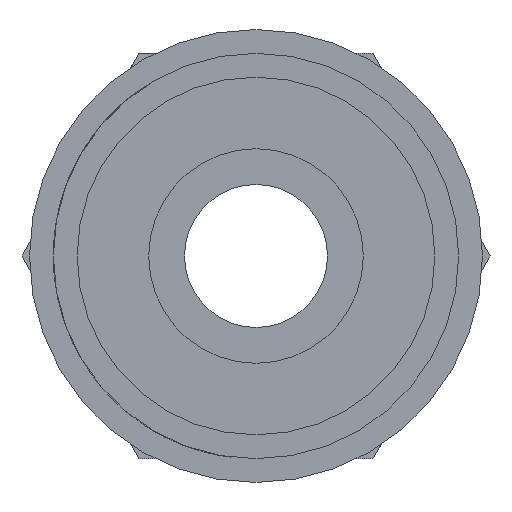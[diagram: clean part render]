
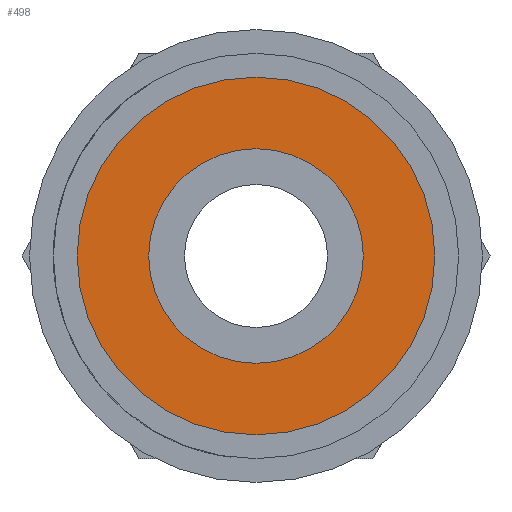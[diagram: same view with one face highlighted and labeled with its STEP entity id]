
A CAD part, left-side view. The second image highlights one B-rep face of the part: STEP entity #498.
In plain terms, the highlighted planar face has unit normal (-1, 0, 0).
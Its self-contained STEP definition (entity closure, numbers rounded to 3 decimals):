
#38 = CIRCLE ( 'NONE', #4801, 7.5 ) ;
#68 = DIRECTION ( 'NONE',  ( -1., 0., 0. ) ) ;
#294 = EDGE_CURVE ( 'NONE', #3918, #3672, #5215, .T. ) ;
#369 = FACE_OUTER_BOUND ( 'NONE', #1024, .T. ) ;
#413 = EDGE_CURVE ( 'NONE', #6618, #5027, #38, .T. ) ;
#498 = ADVANCED_FACE ( 'NONE', ( #3746, #369 ), #5603, .T. ) ;
#871 = DIRECTION ( 'NONE',  ( -1., 0., 0. ) ) ;
#913 = DIRECTION ( 'NONE',  ( 0., 0., 1. ) ) ;
#978 = ORIENTED_EDGE ( 'NONE', *, *, #413, .T. ) ;
#1024 = EDGE_LOOP ( 'NONE', ( #978, #1315 ) ) ;
#1286 = AXIS2_PLACEMENT_3D ( 'NONE', #6702, #6128, #6875 ) ;
#1315 = ORIENTED_EDGE ( 'NONE', *, *, #6520, .T. ) ;
#1697 = AXIS2_PLACEMENT_3D ( 'NONE', #4458, #8423, #5689 ) ;
#1748 = CARTESIAN_POINT ( 'NONE',  ( 0., 0., 0. ) ) ;
#2386 = DIRECTION ( 'NONE',  ( -1., 0., 0. ) ) ;
#2549 = CIRCLE ( 'NONE', #7056, 7.5 ) ;
#3672 = VERTEX_POINT ( 'NONE', #8063 ) ;
#3746 = FACE_BOUND ( 'NONE', #6528, .T. ) ;
#3918 = VERTEX_POINT ( 'NONE', #7352 ) ;
#4458 = CARTESIAN_POINT ( 'NONE',  ( 0., 0., 0. ) ) ;
#4801 = AXIS2_PLACEMENT_3D ( 'NONE', #1748, #2386, #7107 ) ;
#5027 = VERTEX_POINT ( 'NONE', #7846 ) ;
#5215 = CIRCLE ( 'NONE', #1286, 4.5 ) ;
#5552 = CARTESIAN_POINT ( 'NONE',  ( 0., 0., 0. ) ) ;
#5603 = PLANE ( 'NONE',  #1697 ) ;
#5689 = DIRECTION ( 'NONE',  ( 0., 0., 1. ) ) ;
#6068 = CIRCLE ( 'NONE', #6348, 4.5 ) ;
#6128 = DIRECTION ( 'NONE',  ( -1., 0., 0. ) ) ;
#6188 = EDGE_CURVE ( 'NONE', #3672, #3918, #6068, .T. ) ;
#6258 = ORIENTED_EDGE ( 'NONE', *, *, #294, .F. ) ;
#6348 = AXIS2_PLACEMENT_3D ( 'NONE', #5552, #68, #8244 ) ;
#6520 = EDGE_CURVE ( 'NONE', #5027, #6618, #2549, .T. ) ;
#6528 = EDGE_LOOP ( 'NONE', ( #6258, #7260 ) ) ;
#6593 = CARTESIAN_POINT ( 'NONE',  ( 0., 0., 7.5 ) ) ;
#6618 = VERTEX_POINT ( 'NONE', #6593 ) ;
#6702 = CARTESIAN_POINT ( 'NONE',  ( 0., 0., 0. ) ) ;
#6875 = DIRECTION ( 'NONE',  ( 0., 0., 1. ) ) ;
#6911 = CARTESIAN_POINT ( 'NONE',  ( 0., 0., 0. ) ) ;
#7056 = AXIS2_PLACEMENT_3D ( 'NONE', #6911, #871, #913 ) ;
#7107 = DIRECTION ( 'NONE',  ( 0., 0., 1. ) ) ;
#7260 = ORIENTED_EDGE ( 'NONE', *, *, #6188, .F. ) ;
#7352 = CARTESIAN_POINT ( 'NONE',  ( 0., 0., 4.5 ) ) ;
#7846 = CARTESIAN_POINT ( 'NONE',  ( 0., 0., -7.5 ) ) ;
#8063 = CARTESIAN_POINT ( 'NONE',  ( 0., 0., -4.5 ) ) ;
#8244 = DIRECTION ( 'NONE',  ( 0., 0., 1. ) ) ;
#8423 = DIRECTION ( 'NONE',  ( -1., 0., 0. ) ) ;
